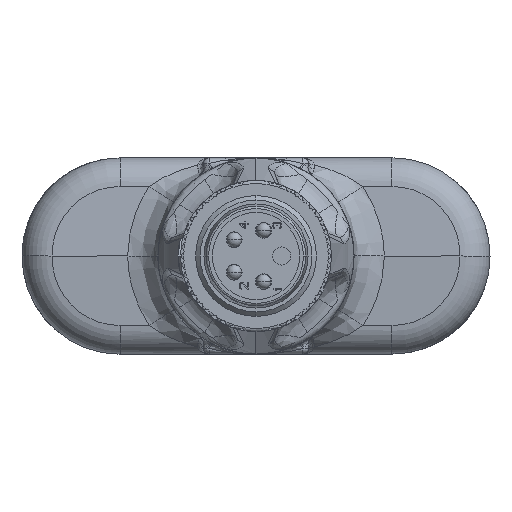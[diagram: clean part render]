
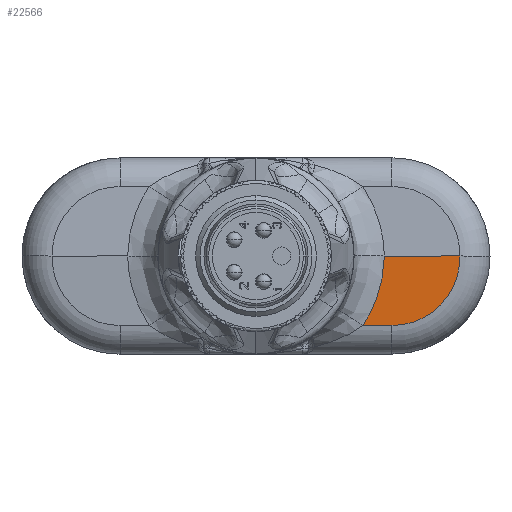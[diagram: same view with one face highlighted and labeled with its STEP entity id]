
A CAD part, left-side view. The second image highlights one B-rep face of the part: STEP entity #22566.
In plain terms, the highlighted face is planar.
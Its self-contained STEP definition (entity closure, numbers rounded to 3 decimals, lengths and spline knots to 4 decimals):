
#6907=CARTESIAN_POINT('',(-8.4993,0.,
0.));
#6908=CARTESIAN_POINT('',(-8.4943,-0.41,
0.0215));
#6909=CARTESIAN_POINT('',(-8.4257,-1.2196,
0.0639));
#6910=CARTESIAN_POINT('',(-8.1492,-2.414,
0.1265));
#6911=CARTESIAN_POINT('',(-7.7035,-3.556,
0.1864));
#6912=CARTESIAN_POINT('',(-7.3034,-4.2633,
0.2234));
#6913=CARTESIAN_POINT('',(-7.0762,-4.6047,
0.2413));
#6932=DIRECTION('',(-1.,0.,0.));
#6933=VECTOR('',#6932,4.9992);
#6934=CARTESIAN_POINT('',(-8.4993,0.,
0.));
#6935=LINE('',#6934,#6933);
#6939=CARTESIAN_POINT('',(-8.9967,-0.1081,
0.0057));
#6940=DIRECTION('',(0.,0.052,0.999));
#6941=DIRECTION('',(-1.,0.024,-0.001));
#6942=AXIS2_PLACEMENT_3D('',#6939,#6940,#6941);
#7277=DIRECTION('',(-1.,0.,0.));
#7278=VECTOR('',#7277,1.9254);
#7279=CARTESIAN_POINT('',(-7.0762,-4.6047,
0.2413));
#7280=LINE('',#7279,#7278);
#12058=VERTEX_POINT('',#6907);
#12059=VERTEX_POINT('',#6913);
#12064=CARTESIAN_POINT('',(-13.4986,0.,
0.));
#12065=VERTEX_POINT('',#12064);
#12066=CARTESIAN_POINT('',(-9.0046,-4.6049,
0.2413));
#12067=VERTEX_POINT('',#12066);
#22552=CARTESIAN_POINT('',(-15.5,0.,0.));
#22553=DIRECTION('',(0.,0.052,0.999));
#22554=DIRECTION('',(-1.,0.,0.));
#22555=AXIS2_PLACEMENT_3D('',#22552,#22553,#22554);
#22556=PLANE('',#22555);
#22557=ORIENTED_EDGE('',*,*,#22542,.F.);
#22559=ORIENTED_EDGE('',*,*,#22558,.T.);
#22561=ORIENTED_EDGE('',*,*,#22560,.T.);
#22563=ORIENTED_EDGE('',*,*,#22562,.F.);
#22564=EDGE_LOOP('',(#22557,#22559,#22561,#22563));
#22565=FACE_OUTER_BOUND('',#22564,.F.);
#22566=ADVANCED_FACE('',(#22565),#22556,.F.);
#6914=B_SPLINE_CURVE_WITH_KNOTS('',3,(#6907,#6908,#6909,#6910,#6911,#6912,
#6913),.UNSPECIFIED.,.F.,.F.,(4,1,1,1,4),(0.,0.25,0.5,0.75,1.),
.UNSPECIFIED.);
#6943=CIRCLE('',#6942,4.503);
#22542=EDGE_CURVE('',#12058,#12059,#6914,.T.);
#22558=EDGE_CURVE('',#12058,#12065,#6935,.T.);
#22560=EDGE_CURVE('',#12065,#12067,#6943,.T.);
#22562=EDGE_CURVE('',#12059,#12067,#7280,.T.);
